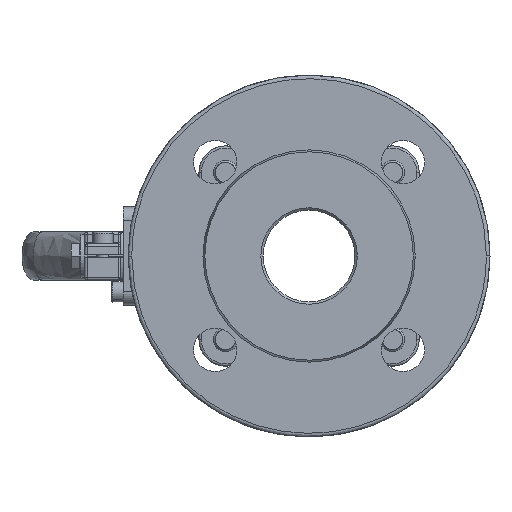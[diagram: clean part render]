
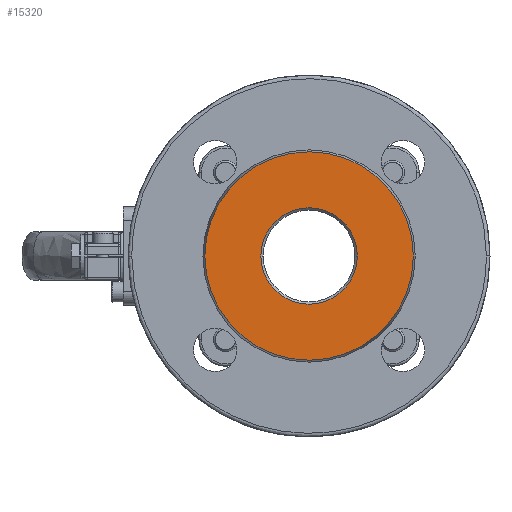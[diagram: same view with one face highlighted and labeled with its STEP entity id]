
A CAD part, left-side view. The second image highlights one B-rep face of the part: STEP entity #15320.
In plain terms, the highlighted planar face has unit normal (-1, 0, 0).
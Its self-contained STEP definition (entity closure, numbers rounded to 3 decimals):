
#275 = CIRCLE ( 'NONE', #33980, 43.196 ) ;
#5759 = ORIENTED_EDGE ( 'NONE', *, *, #41294, .F. ) ;
#6020 = CARTESIAN_POINT ( 'NONE',  ( -61., -20., 0. ) ) ;
#6059 = PLANE ( 'NONE',  #14294 ) ;
#6061 = CARTESIAN_POINT ( 'NONE',  ( -61., 0., 0. ) ) ;
#6783 = DIRECTION ( 'NONE',  ( 1., 0., 0. ) ) ;
#8215 = DIRECTION ( 'NONE',  ( 1., 0., 0. ) ) ;
#9453 = CARTESIAN_POINT ( 'NONE',  ( -61., 20., 0. ) ) ;
#9884 = DIRECTION ( 'NONE',  ( 1., 0., 0. ) ) ;
#12843 = EDGE_CURVE ( 'NONE', #27751, #28410, #28258, .T. ) ;
#13508 = CARTESIAN_POINT ( 'NONE',  ( -61., -43.196, 0. ) ) ;
#13969 = DIRECTION ( 'NONE',  ( 0., 1., 0. ) ) ;
#14164 = ORIENTED_EDGE ( 'NONE', *, *, #12843, .T. ) ;
#14294 = AXIS2_PLACEMENT_3D ( 'NONE', #9453, #32596, #15538 ) ;
#14376 = VERTEX_POINT ( 'NONE', #13508 ) ;
#14974 = DIRECTION ( 'NONE',  ( 0., -1., 0. ) ) ;
#15320 = ADVANCED_FACE ( 'NONE', ( #29851, #15752 ), #6059, .T. ) ;
#15538 = DIRECTION ( 'NONE',  ( 0., -1., 0. ) ) ;
#15752 = FACE_BOUND ( 'NONE', #35433, .T. ) ;
#16491 = ORIENTED_EDGE ( 'NONE', *, *, #36783, .F. ) ;
#17403 = CARTESIAN_POINT ( 'NONE',  ( -61., 0., 0. ) ) ;
#19728 = AXIS2_PLACEMENT_3D ( 'NONE', #17403, #6783, #13969 ) ;
#20426 = AXIS2_PLACEMENT_3D ( 'NONE', #43349, #25744, #14974 ) ;
#22377 = VERTEX_POINT ( 'NONE', #39717 ) ;
#22783 = AXIS2_PLACEMENT_3D ( 'NONE', #36576, #8215, #28618 ) ;
#25744 = DIRECTION ( 'NONE',  ( 1., 0., 0. ) ) ;
#27637 = ORIENTED_EDGE ( 'NONE', *, *, #33998, .T. ) ;
#27751 = VERTEX_POINT ( 'NONE', #39490 ) ;
#28258 = CIRCLE ( 'NONE', #20426, 20. ) ;
#28410 = VERTEX_POINT ( 'NONE', #6020 ) ;
#28618 = DIRECTION ( 'NONE',  ( 0., -1., 0. ) ) ;
#29851 = FACE_OUTER_BOUND ( 'NONE', #33534, .T. ) ;
#30729 = DIRECTION ( 'NONE',  ( 0., 1., 0. ) ) ;
#32596 = DIRECTION ( 'NONE',  ( -1., 0., 0. ) ) ;
#33345 = CIRCLE ( 'NONE', #19728, 43.196 ) ;
#33534 = EDGE_LOOP ( 'NONE', ( #5759, #16491 ) ) ;
#33980 = AXIS2_PLACEMENT_3D ( 'NONE', #6061, #9884, #30729 ) ;
#33998 = EDGE_CURVE ( 'NONE', #28410, #27751, #42208, .T. ) ;
#35433 = EDGE_LOOP ( 'NONE', ( #27637, #14164 ) ) ;
#36576 = CARTESIAN_POINT ( 'NONE',  ( -61., 0., 0. ) ) ;
#36783 = EDGE_CURVE ( 'NONE', #14376, #22377, #275, .T. ) ;
#39490 = CARTESIAN_POINT ( 'NONE',  ( -61., 20., 0. ) ) ;
#39717 = CARTESIAN_POINT ( 'NONE',  ( -61., 43.196, 0. ) ) ;
#41294 = EDGE_CURVE ( 'NONE', #22377, #14376, #33345, .T. ) ;
#42208 = CIRCLE ( 'NONE', #22783, 20. ) ;
#43349 = CARTESIAN_POINT ( 'NONE',  ( -61., 0., 0. ) ) ;
